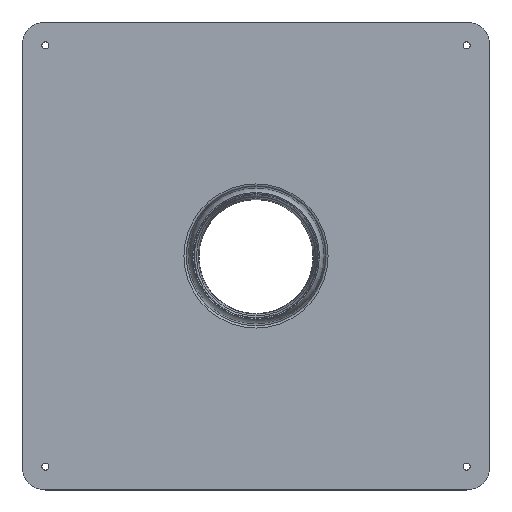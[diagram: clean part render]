
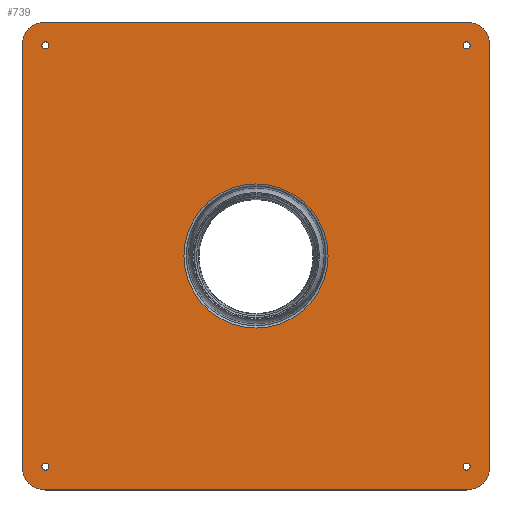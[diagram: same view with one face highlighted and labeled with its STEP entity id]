
A CAD part, top view. The second image highlights one B-rep face of the part: STEP entity #739.
In plain terms, the highlighted planar face has unit normal (0, 0, 1).
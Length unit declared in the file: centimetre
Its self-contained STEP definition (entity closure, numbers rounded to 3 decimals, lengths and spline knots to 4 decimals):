
#29=FACE_BOUND('',#192,.T.);
#30=FACE_BOUND('',#193,.T.);
#31=FACE_BOUND('',#194,.T.);
#32=FACE_BOUND('',#195,.T.);
#33=FACE_BOUND('',#196,.T.);
#43=PLANE('',#810);
#68=LINE('',#1225,#102);
#72=LINE('',#1237,#106);
#76=LINE('',#1249,#110);
#80=LINE('',#1260,#114);
#102=VECTOR('',#961,10.);
#106=VECTOR('',#973,10.);
#110=VECTOR('',#985,10.);
#114=VECTOR('',#997,10.);
#150=FACE_OUTER_BOUND('',#191,.T.);
#191=EDGE_LOOP('',(#558,#559,#560,#561,#562,#563,#564,#565));
#192=EDGE_LOOP('',(#566));
#193=EDGE_LOOP('',(#567));
#194=EDGE_LOOP('',(#568));
#195=EDGE_LOOP('',(#569));
#196=EDGE_LOOP('',(#570));
#233=CIRCLE('',#780,61.6127);
#236=CIRCLE('',#784,3.);
#238=CIRCLE('',#787,3.);
#240=CIRCLE('',#790,3.);
#242=CIRCLE('',#793,3.);
#243=CIRCLE('',#795,20.);
#245=CIRCLE('',#799,20.);
#247=CIRCLE('',#803,20.);
#249=CIRCLE('',#807,20.);
#310=VERTEX_POINT('',#1187);
#312=VERTEX_POINT('',#1193);
#314=VERTEX_POINT('',#1199);
#316=VERTEX_POINT('',#1205);
#318=VERTEX_POINT('',#1211);
#319=VERTEX_POINT('',#1215);
#320=VERTEX_POINT('',#1216);
#323=VERTEX_POINT('',#1224);
#325=VERTEX_POINT('',#1230);
#327=VERTEX_POINT('',#1236);
#329=VERTEX_POINT('',#1242);
#331=VERTEX_POINT('',#1248);
#333=VERTEX_POINT('',#1254);
#386=EDGE_CURVE('',#310,#310,#233,.T.);
#390=EDGE_CURVE('',#312,#312,#236,.T.);
#393=EDGE_CURVE('',#314,#314,#238,.T.);
#396=EDGE_CURVE('',#316,#316,#240,.T.);
#399=EDGE_CURVE('',#318,#318,#242,.T.);
#400=EDGE_CURVE('',#319,#320,#243,.T.);
#404=EDGE_CURVE('',#320,#323,#68,.T.);
#407=EDGE_CURVE('',#323,#325,#245,.T.);
#410=EDGE_CURVE('',#325,#327,#72,.T.);
#413=EDGE_CURVE('',#327,#329,#247,.T.);
#416=EDGE_CURVE('',#329,#331,#76,.T.);
#419=EDGE_CURVE('',#331,#333,#249,.T.);
#422=EDGE_CURVE('',#333,#319,#80,.T.);
#558=ORIENTED_EDGE('',*,*,#422,.T.);
#559=ORIENTED_EDGE('',*,*,#400,.T.);
#560=ORIENTED_EDGE('',*,*,#404,.T.);
#561=ORIENTED_EDGE('',*,*,#407,.T.);
#562=ORIENTED_EDGE('',*,*,#410,.T.);
#563=ORIENTED_EDGE('',*,*,#413,.T.);
#564=ORIENTED_EDGE('',*,*,#416,.T.);
#565=ORIENTED_EDGE('',*,*,#419,.T.);
#566=ORIENTED_EDGE('',*,*,#386,.T.);
#567=ORIENTED_EDGE('',*,*,#399,.T.);
#568=ORIENTED_EDGE('',*,*,#396,.T.);
#569=ORIENTED_EDGE('',*,*,#393,.T.);
#570=ORIENTED_EDGE('',*,*,#390,.T.);
#739=ADVANCED_FACE('',(#150,#29,#30,#31,#32,#33),#43,.T.);
#780=AXIS2_PLACEMENT_3D('',#1188,#919,#920);
#784=AXIS2_PLACEMENT_3D('',#1195,#928,#929);
#787=AXIS2_PLACEMENT_3D('',#1201,#935,#936);
#790=AXIS2_PLACEMENT_3D('',#1207,#942,#943);
#793=AXIS2_PLACEMENT_3D('',#1213,#949,#950);
#795=AXIS2_PLACEMENT_3D('',#1217,#953,#954);
#799=AXIS2_PLACEMENT_3D('',#1231,#966,#967);
#803=AXIS2_PLACEMENT_3D('',#1243,#978,#979);
#807=AXIS2_PLACEMENT_3D('',#1255,#990,#991);
#810=AXIS2_PLACEMENT_3D('',#1262,#999,#1000);
#919=DIRECTION('center_axis',(0.,0.,-1.));
#920=DIRECTION('ref_axis',(1.,0.,0.));
#928=DIRECTION('center_axis',(0.,0.,-1.));
#929=DIRECTION('ref_axis',(-1.,0.,0.));
#935=DIRECTION('center_axis',(0.,0.,-1.));
#936=DIRECTION('ref_axis',(-1.,0.,0.));
#942=DIRECTION('center_axis',(0.,0.,-1.));
#943=DIRECTION('ref_axis',(-1.,0.,0.));
#949=DIRECTION('center_axis',(0.,0.,-1.));
#950=DIRECTION('ref_axis',(-1.,0.,0.));
#953=DIRECTION('center_axis',(0.,0.,1.));
#954=DIRECTION('ref_axis',(0.,-1.,0.));
#961=DIRECTION('',(0.,1.,0.));
#966=DIRECTION('center_axis',(0.,0.,1.));
#967=DIRECTION('ref_axis',(1.,0.,0.));
#973=DIRECTION('',(-1.,0.,0.));
#978=DIRECTION('center_axis',(0.,0.,1.));
#979=DIRECTION('ref_axis',(0.,1.,0.));
#985=DIRECTION('',(0.,-1.,0.));
#990=DIRECTION('center_axis',(0.,0.,1.));
#991=DIRECTION('ref_axis',(-1.,0.,0.));
#997=DIRECTION('',(1.,0.,0.));
#999=DIRECTION('center_axis',(0.,0.,1.));
#1000=DIRECTION('ref_axis',(1.,0.,0.));
#1187=CARTESIAN_POINT('',(61.6127,0.,298.));
#1188=CARTESIAN_POINT('Origin',(0.,0.,298.));
#1193=CARTESIAN_POINT('',(-177.,-180.,298.));
#1195=CARTESIAN_POINT('Origin',(-180.,-180.,298.));
#1199=CARTESIAN_POINT('',(-177.,180.,298.));
#1201=CARTESIAN_POINT('Origin',(-180.,180.,298.));
#1205=CARTESIAN_POINT('',(183.,180.,298.));
#1207=CARTESIAN_POINT('Origin',(180.,180.,298.));
#1211=CARTESIAN_POINT('',(183.,-180.,298.));
#1213=CARTESIAN_POINT('Origin',(180.,-180.,298.));
#1215=CARTESIAN_POINT('',(180.,-200.,298.));
#1216=CARTESIAN_POINT('',(200.,-180.,298.));
#1217=CARTESIAN_POINT('Origin',(180.,-180.,298.));
#1224=CARTESIAN_POINT('',(200.,180.,298.));
#1225=CARTESIAN_POINT('',(200.,-180.,298.));
#1230=CARTESIAN_POINT('',(180.,200.,298.));
#1231=CARTESIAN_POINT('Origin',(180.,180.,298.));
#1236=CARTESIAN_POINT('',(-180.,200.,298.));
#1237=CARTESIAN_POINT('',(180.,200.,298.));
#1242=CARTESIAN_POINT('',(-200.,180.,298.));
#1243=CARTESIAN_POINT('Origin',(-180.,180.,298.));
#1248=CARTESIAN_POINT('',(-200.,-180.,298.));
#1249=CARTESIAN_POINT('',(-200.,180.,298.));
#1254=CARTESIAN_POINT('',(-180.,-200.,298.));
#1255=CARTESIAN_POINT('Origin',(-180.,-180.,298.));
#1260=CARTESIAN_POINT('',(-180.,-200.,298.));
#1262=CARTESIAN_POINT('Origin',(0.,0.,298.));
